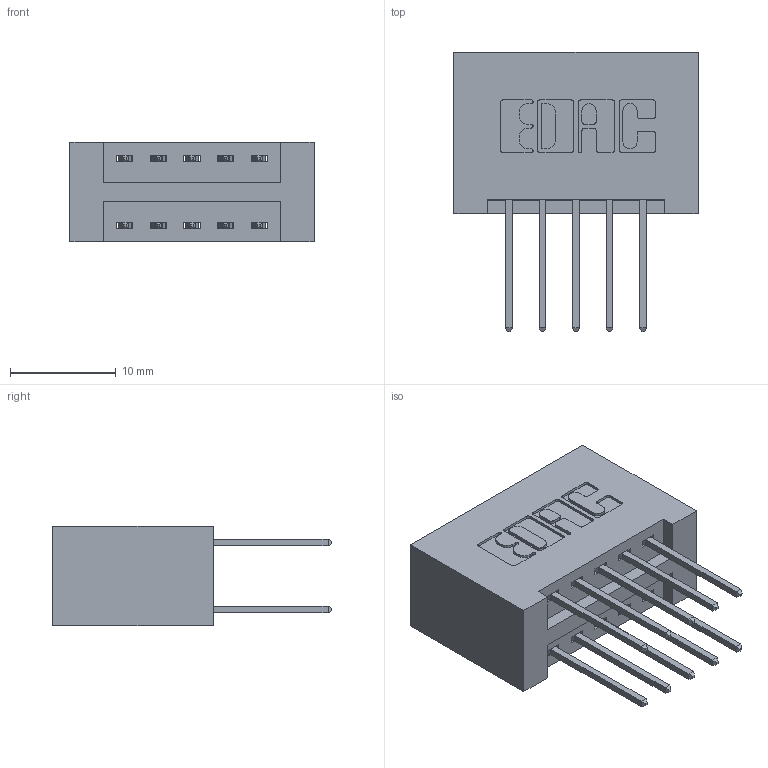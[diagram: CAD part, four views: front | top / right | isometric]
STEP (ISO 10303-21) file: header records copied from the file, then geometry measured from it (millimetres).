
FILE_DESCRIPTION (( 'STEP AP203' ), '1' );
FILE_NAME ('346-010-522-201.STEP', '2022-05-17T16:55:53', ( '' ), ( '' ), 'SwSTEP 2.0', 'SolidWorks 2020', '' );
FILE_SCHEMA (( 'CONFIG_CONTROL_DESIGN' ));
Length unit declared in the file: inch
Products named in the file (3): 345-292-001_345-293-122; 346-010-522-201; 346 Part_No Mounting Lugs
Assembly tree (11 placements, depth 2):
  346-010-522-201
    346 Part_No Mounting Lugs
    345-292-001_345-293-122  x10
Bounding box: 23.11 x 26.42 x 9.4 mm (x, y, z)
Volume: 2565.4 mm3; surface area: 3226.8 mm2
Topology: 11 solids, 11 shells, 634 faces, 1855 edges, 1222 vertices
Faces by surface type: plane 422, cylinder 212
Entity records: 7985 total; most frequent: CARTESIAN_POINT 1364, ORIENTED_EDGE 1298, DIRECTION 1249, EDGE_CURVE 649, LINE 505, VECTOR 505, VERTEX_POINT 430, AXIS2_PLACEMENT_3D 372
